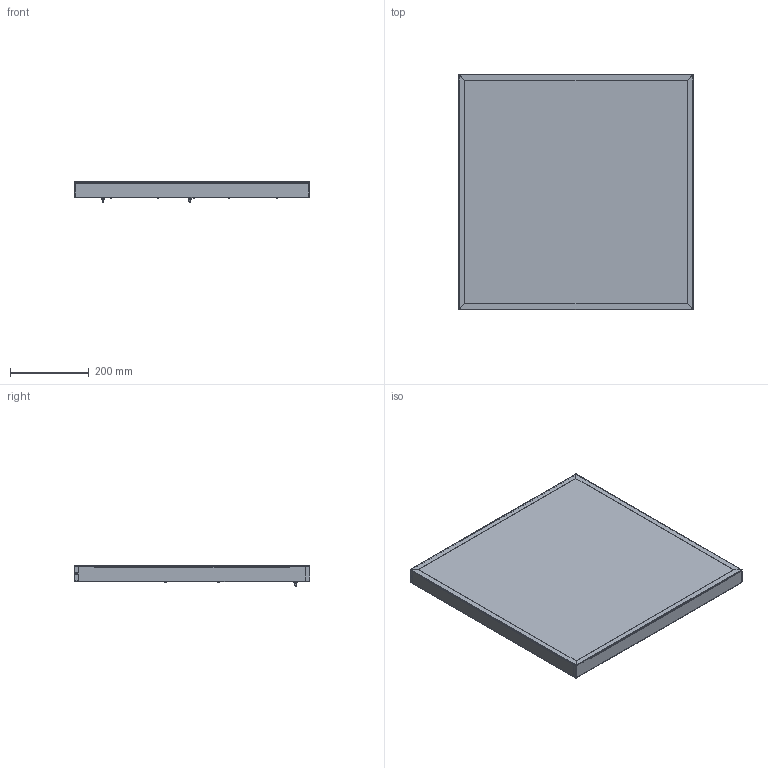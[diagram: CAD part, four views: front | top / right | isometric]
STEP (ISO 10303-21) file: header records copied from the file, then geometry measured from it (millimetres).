
FILE_DESCRIPTION(('STEP AP203'), '1');
FILE_NAME('001.0066.01.000 - ÃÑÎ-Àðìñòðîíã IP20 2 ëèíåéêè', '2023-07-16T04:56:59', ('Åâãåíèé'), ('ÎÊÁ Ñâîé Ñòèëü'), 'C3D Converter', 'C3D Toolkit', '');
FILE_SCHEMA(('CONFIG_CONTROL_DESIGN'));
Length unit declared in the file: millimetre
Products named in the file (18): 001.0066.01.000
Assembly tree (79 placements, depth 2):
  001.0066.01.000
    (unnamed)  x2
    (unnamed)  x11
    (unnamed)  x24
    (unnamed)  x24
    (unnamed)
    (unnamed)  x2
    (unnamed)  x2
    (unnamed)  x2
    (unnamed)  x2
    (unnamed)
    (unnamed)
    (unnamed)
    (unnamed)  x2
    (unnamed)
    (unnamed)
    (unnamed)
    (unnamed)
Bounding box: 597.34 x 596.08 x 50.8 mm (x, y, z)
Volume: 1083563.3 mm3; surface area: 1794580.2 mm2
Topology: 79 solids, 79 shells, 801 faces, 1877 edges, 1246 vertices
Faces by surface type: plane 610, cylinder 115, cone 30, sphere 26, torus 14, bspline 6
Full cylindrical faces by diameter (mm): 1 x12, 1.522 x4, 3.2 x12, 3.5 x11, 4 x4, 7.6 x2, 10 x1
Entity records: 16554 total; most frequent: CARTESIAN_POINT 3120, DIRECTION 1813, ORIENTED_EDGE 1666, EDGE_CURVE 833, AXIS2_PLACEMENT_3D 613, LINE 587, VECTOR 587, VERTEX_POINT 548
